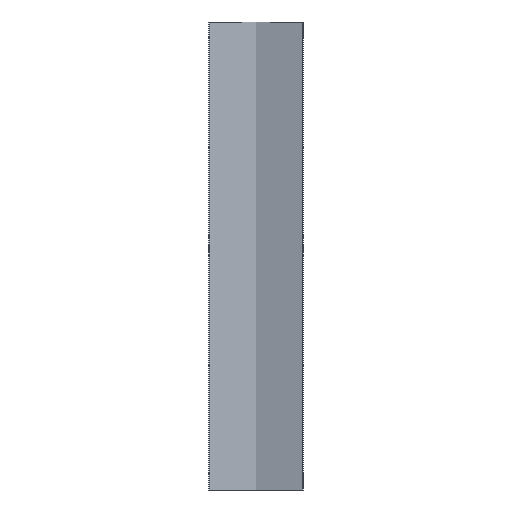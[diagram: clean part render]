
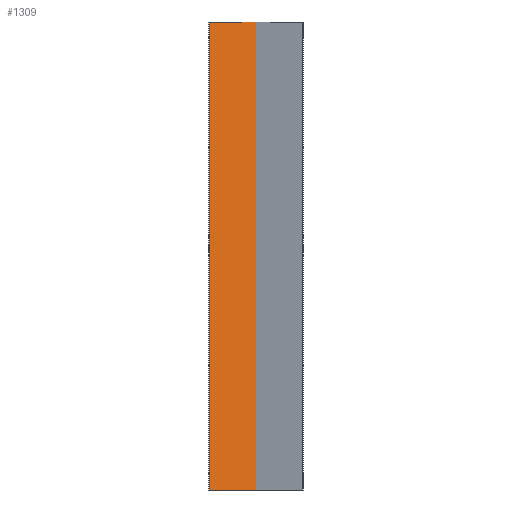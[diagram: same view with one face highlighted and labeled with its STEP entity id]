
A CAD part, front view. The second image highlights one B-rep face of the part: STEP entity #1309.
In plain terms, the highlighted planar face has unit normal (0.259, -0.966, 0).
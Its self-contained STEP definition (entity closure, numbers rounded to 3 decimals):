
#20 = CARTESIAN_POINT ( 'NONE',  ( -0.259, 96.349, 1500. ) ) ;
#21 = EDGE_CURVE ( 'NONE', #478, #405, #1162, .T. ) ;
#42 = CARTESIAN_POINT ( 'NONE',  ( -301., 15.765, -1500. ) ) ;
#49 = EDGE_CURVE ( 'NONE', #239, #1051, #1489, .T. ) ;
#106 = DIRECTION ( 'NONE',  ( 0.966, 0.259, 0. ) ) ;
#132 = ORIENTED_EDGE ( 'NONE', *, *, #21, .F. ) ;
#148 = LINE ( 'NONE', #1346, #1376 ) ;
#150 = CARTESIAN_POINT ( 'NONE',  ( -302.482, 15.368, -1500. ) ) ;
#158 = ORIENTED_EDGE ( 'NONE', *, *, #924, .T. ) ;
#171 = CARTESIAN_POINT ( 'NONE',  ( -300.259, 15.964, -1500. ) ) ;
#182 = LINE ( 'NONE', #150, #781 ) ;
#198 = CARTESIAN_POINT ( 'NONE',  ( 0., 96.418, -1500. ) ) ;
#208 = EDGE_CURVE ( 'NONE', #1051, #405, #363, .T. ) ;
#223 = DIRECTION ( 'NONE',  ( 0., 0., 1. ) ) ;
#226 = VERTEX_POINT ( 'NONE', #467 ) ;
#228 = FACE_OUTER_BOUND ( 'NONE', #455, .T. ) ;
#239 = VERTEX_POINT ( 'NONE', #303 ) ;
#259 = VECTOR ( 'NONE', #106, 1000. ) ;
#303 = CARTESIAN_POINT ( 'NONE',  ( -0.259, 96.349, -1500. ) ) ;
#305 = DIRECTION ( 'NONE',  ( 0.966, 0.259, 0. ) ) ;
#336 = ORIENTED_EDGE ( 'NONE', *, *, #1516, .T. ) ;
#363 = LINE ( 'NONE', #1274, #633 ) ;
#389 = ORIENTED_EDGE ( 'NONE', *, *, #427, .F. ) ;
#395 = VERTEX_POINT ( 'NONE', #42 ) ;
#404 = CARTESIAN_POINT ( 'NONE',  ( 0., 96.418, 1500. ) ) ;
#405 = VERTEX_POINT ( 'NONE', #404 ) ;
#427 = EDGE_CURVE ( 'NONE', #1175, #395, #182, .T. ) ;
#432 = CARTESIAN_POINT ( 'NONE',  ( -302.482, 15.368, 1500. ) ) ;
#450 = LINE ( 'NONE', #539, #1410 ) ;
#455 = EDGE_LOOP ( 'NONE', ( #158, #1301, #692, #132, #1170, #336, #972, #389 ) ) ;
#467 = CARTESIAN_POINT ( 'NONE',  ( -301., 15.765, 1500. ) ) ;
#478 = VERTEX_POINT ( 'NONE', #20 ) ;
#539 = CARTESIAN_POINT ( 'NONE',  ( -301., 15.765, 1500. ) ) ;
#621 = AXIS2_PLACEMENT_3D ( 'NONE', #1276, #1398, #709 ) ;
#633 = VECTOR ( 'NONE', #223, 1000. ) ;
#642 = CARTESIAN_POINT ( 'NONE',  ( -300.259, 15.964, 1500. ) ) ;
#692 = ORIENTED_EDGE ( 'NONE', *, *, #208, .T. ) ;
#700 = CARTESIAN_POINT ( 'NONE',  ( -302.482, 15.368, 1500. ) ) ;
#709 = DIRECTION ( 'NONE',  ( -0.966, -0.259, 0. ) ) ;
#772 = DIRECTION ( 'NONE',  ( 0.966, 0.259, 0. ) ) ;
#781 = VECTOR ( 'NONE', #1324, 1000. ) ;
#816 = VECTOR ( 'NONE', #305, 1000. ) ;
#840 = EDGE_CURVE ( 'NONE', #1184, #478, #1529, .T. ) ;
#846 = VECTOR ( 'NONE', #873, 1000. ) ;
#847 = VECTOR ( 'NONE', #1005, 1000. ) ;
#873 = DIRECTION ( 'NONE',  ( -0.966, -0.259, 0. ) ) ;
#888 = LINE ( 'NONE', #642, #846 ) ;
#890 = CARTESIAN_POINT ( 'NONE',  ( -0.259, 96.349, -1500. ) ) ;
#924 = EDGE_CURVE ( 'NONE', #1175, #239, #148, .T. ) ;
#968 = EDGE_CURVE ( 'NONE', #395, #226, #450, .T. ) ;
#972 = ORIENTED_EDGE ( 'NONE', *, *, #968, .F. ) ;
#1005 = DIRECTION ( 'NONE',  ( 0.966, 0.259, 0. ) ) ;
#1012 = CARTESIAN_POINT ( 'NONE',  ( -300.259, 15.964, 1500. ) ) ;
#1051 = VERTEX_POINT ( 'NONE', #198 ) ;
#1155 = PLANE ( 'NONE',  #621 ) ;
#1162 = LINE ( 'NONE', #432, #847 ) ;
#1170 = ORIENTED_EDGE ( 'NONE', *, *, #840, .F. ) ;
#1175 = VERTEX_POINT ( 'NONE', #171 ) ;
#1184 = VERTEX_POINT ( 'NONE', #1012 ) ;
#1235 = DIRECTION ( 'NONE',  ( 0., 0., 1. ) ) ;
#1274 = CARTESIAN_POINT ( 'NONE',  ( 0., 96.418, 1500. ) ) ;
#1276 = CARTESIAN_POINT ( 'NONE',  ( -302.482, 15.368, 1500. ) ) ;
#1301 = ORIENTED_EDGE ( 'NONE', *, *, #49, .T. ) ;
#1309 = ADVANCED_FACE ( 'NONE', ( #228 ), #1155, .F. ) ;
#1324 = DIRECTION ( 'NONE',  ( -0.966, -0.259, 0. ) ) ;
#1346 = CARTESIAN_POINT ( 'NONE',  ( -302.482, 15.368, -1500. ) ) ;
#1376 = VECTOR ( 'NONE', #772, 1000. ) ;
#1398 = DIRECTION ( 'NONE',  ( -0.259, 0.966, 0. ) ) ;
#1410 = VECTOR ( 'NONE', #1235, 1000. ) ;
#1489 = LINE ( 'NONE', #890, #816 ) ;
#1516 = EDGE_CURVE ( 'NONE', #1184, #226, #888, .T. ) ;
#1529 = LINE ( 'NONE', #700, #259 ) ;
